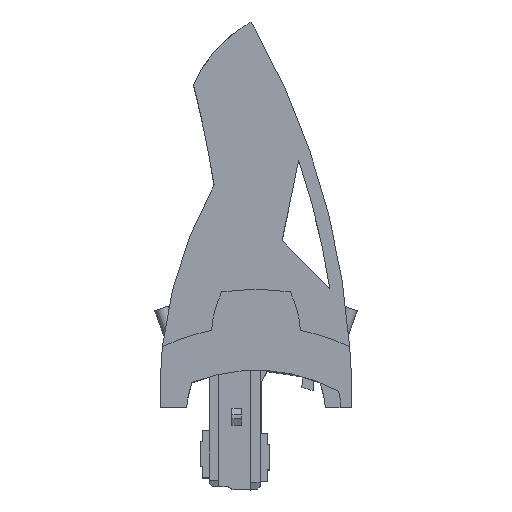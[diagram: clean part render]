
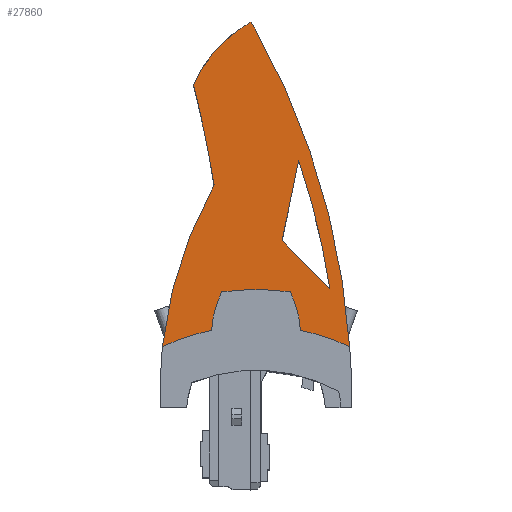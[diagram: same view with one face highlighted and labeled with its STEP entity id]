
A CAD part, top view. The second image highlights one B-rep face of the part: STEP entity #27860.
In plain terms, the highlighted face is planar.
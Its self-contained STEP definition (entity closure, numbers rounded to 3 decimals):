
#26440=CARTESIAN_POINT('',(27.227,-157.963,
-4.075));
#26450=DIRECTION('',(0.,0.,1.));
#26460=DIRECTION('',(-1.,0.,0.));
#26470=AXIS2_PLACEMENT_3D('',#26440,#26450,#26460);
#26480=PLANE('',#26470);
#26490=CARTESIAN_POINT('',(26.471,-180.095,
-4.075));
#26500=DIRECTION('',(0.,0.,-1.));
#26510=DIRECTION('',(-0.984,-0.179,
0.));
#26520=AXIS2_PLACEMENT_3D('',#26490,#26500,#26510);
#26530=CIRCLE('',#26520,59.4);
#26540=CARTESIAN_POINT('',(-7.284,-228.971,
-4.075));
#26550=VERTEX_POINT('',#26540);
#26560=CARTESIAN_POINT('',(-27.801,-204.237,
-4.075));
#26570=VERTEX_POINT('',#26560);
#26580=EDGE_CURVE('',#26550,#26570,#26530,.T.);
#26590=ORIENTED_EDGE('',*,*,#26580,.T.);
#26600=CARTESIAN_POINT('',(26.471,-180.095,
-4.075));
#26610=DIRECTION('',(0.,0.,-1.));
#26620=DIRECTION('',(-0.984,-0.179,
0.));
#26630=AXIS2_PLACEMENT_3D('',#26600,#26610,#26620);
#26640=CIRCLE('',#26630,59.4);
#26650=CARTESIAN_POINT('',(-2.168,-232.135,
-4.075));
#26660=VERTEX_POINT('',#26650);
#26670=EDGE_CURVE('',#26660,#26550,#26640,.T.);
#26680=ORIENTED_EDGE('',*,*,#26670,.T.);
#26690=CARTESIAN_POINT('',(-294.269,-64.672,
-4.075));
#26700=DIRECTION('',(0.,0.,-1.));
#26710=DIRECTION('',(-0.984,-0.179,
0.));
#26720=AXIS2_PLACEMENT_3D('',#26690,#26700,#26710);
#26730=CIRCLE('',#26720,336.7);
#26740=CARTESIAN_POINT('',(-0.377,-228.971,
-4.075));
#26750=VERTEX_POINT('',#26740);
#26760=EDGE_CURVE('',#26750,#26660,#26730,.T.);
#26770=ORIENTED_EDGE('',*,*,#26760,.T.);
#26780=CARTESIAN_POINT('',(-294.269,-64.672,
-4.075));
#26790=DIRECTION('',(0.,0.,-1.));
#26800=DIRECTION('',(-0.984,-0.179,
0.));
#26810=AXIS2_PLACEMENT_3D('',#26780,#26790,#26800);
#26820=CIRCLE('',#26810,336.7);
#26830=CARTESIAN_POINT('',(41.642,-87.718,
-4.075));
#26840=VERTEX_POINT('',#26830);
#26850=EDGE_CURVE('',#26840,#26750,#26820,.T.);
#26860=ORIENTED_EDGE('',*,*,#26850,.T.);
#26870=CARTESIAN_POINT('',(-280.31,-61.72,
-4.075));
#26880=DIRECTION('',(0.,0.,-1.));
#26890=DIRECTION('',(1.,0.,0.));
#26900=AXIS2_PLACEMENT_3D('',#26870,#26880,#26890);
#26910=CIRCLE('',#26900,323.);
#26920=CARTESIAN_POINT('',(41.642,-87.713,
-4.075));
#26930=VERTEX_POINT('',#26920);
#26940=EDGE_CURVE('',#26930,#26840,#26910,.T.);
#26950=ORIENTED_EDGE('',*,*,#26940,.T.);
#26960=CARTESIAN_POINT('',(0.,1.,
-4.075));
#26970=DIRECTION('',(0.,0.,-1.));
#26980=DIRECTION('',(1.,0.,0.));
#26990=AXIS2_PLACEMENT_3D('',#26960,#26970,#26980);
#27000=CIRCLE('',#26990,98.);
#27010=CARTESIAN_POINT('',(19.765,-94.986,
-4.075));
#27020=VERTEX_POINT('',#27010);
#27030=EDGE_CURVE('',#26930,#27020,#27000,.T.);
#27040=ORIENTED_EDGE('',*,*,#27030,.F.);
#27050=CARTESIAN_POINT('',(-24.358,-92.38,
-4.075));
#27060=DIRECTION('',(0.,0.,1.));
#27070=DIRECTION('',(-1.,0.,0.));
#27080=AXIS2_PLACEMENT_3D('',#27050,#27060,#27070);
#27090=CIRCLE('',#27080,44.2);
#27100=CARTESIAN_POINT('',(15.217,-112.064,
-4.075));
#27110=VERTEX_POINT('',#27100);
#27120=EDGE_CURVE('',#27110,#27020,#27090,.T.);
#27130=ORIENTED_EDGE('',*,*,#27120,.T.);
#27140=CARTESIAN_POINT('',(0.,8.479,
-4.075));
#27150=DIRECTION('',(0.,0.,1.));
#27160=DIRECTION('',(1.,0.,0.));
#27170=AXIS2_PLACEMENT_3D('',#27140,#27150,#27160);
#27180=CIRCLE('',#27170,121.5);
#27190=CARTESIAN_POINT('',(-15.217,-112.064,
-4.075));
#27200=VERTEX_POINT('',#27190);
#27210=EDGE_CURVE('',#27200,#27110,#27180,.T.);
#27220=ORIENTED_EDGE('',*,*,#27210,.T.);
#27230=CARTESIAN_POINT('',(24.358,-92.38,
-4.075));
#27240=DIRECTION('',(0.,0.,-1.));
#27250=DIRECTION('',(1.,0.,0.));
#27260=AXIS2_PLACEMENT_3D('',#27230,#27240,#27250);
#27270=CIRCLE('',#27260,44.2);
#27280=CARTESIAN_POINT('',(-19.765,-94.986,
-4.075));
#27290=VERTEX_POINT('',#27280);
#27300=EDGE_CURVE('',#27200,#27290,#27270,.T.);
#27310=ORIENTED_EDGE('',*,*,#27300,.F.);
#27320=CARTESIAN_POINT('',(0.,1.,
-4.075));
#27330=DIRECTION('',(0.,0.,-1.));
#27340=DIRECTION('',(1.,0.,0.));
#27350=AXIS2_PLACEMENT_3D('',#27320,#27330,#27340);
#27360=CIRCLE('',#27350,98.);
#27370=CARTESIAN_POINT('',(-41.642,-87.713,
-4.075));
#27380=VERTEX_POINT('',#27370);
#27390=EDGE_CURVE('',#27290,#27380,#27360,.T.);
#27400=ORIENTED_EDGE('',*,*,#27390,.F.);
#27410=CARTESIAN_POINT('',(147.321,-66.953,
-4.075));
#27420=DIRECTION('',(0.,0.,-1.));
#27430=DIRECTION('',(-0.984,-0.179,
0.));
#27440=AXIS2_PLACEMENT_3D('',#27410,#27420,#27430);
#27450=CIRCLE('',#27440,190.1);
#27460=CARTESIAN_POINT('',(-18.657,-159.631,
-4.075));
#27470=VERTEX_POINT('',#27460);
#27480=EDGE_CURVE('',#27470,#27380,#27450,.T.);
#27490=ORIENTED_EDGE('',*,*,#27480,.T.);
#27500=CARTESIAN_POINT('',(-541.952,-75.596,
-4.075));
#27510=DIRECTION('',(0.,0.,-1.));
#27520=DIRECTION('',(-0.984,-0.179,
0.));
#27530=AXIS2_PLACEMENT_3D('',#27500,#27510,#27520);
#27540=CIRCLE('',#27530,530.);
#27550=EDGE_CURVE('',#27470,#26570,#27540,.T.);
#27560=ORIENTED_EDGE('',*,*,#27550,.F.);
#27570=EDGE_LOOP('',(#27560,#27490,#27400,#27310,#27220,#27130,#27040,
#26950,#26860,#26770,#26680,#26590));
#27580=FACE_OUTER_BOUND('',#27570,.T.);
#27590=CARTESIAN_POINT('',(-0.099,-77.814,
-4.075));
#27600=DIRECTION('',(-0.201,0.98,
0.));
#27610=VECTOR('',#27600,1.);
#27620=LINE('',#27590,#27610);
#27630=CARTESIAN_POINT('',(18.976,-170.693,
-4.075));
#27640=VERTEX_POINT('',#27630);
#27650=CARTESIAN_POINT('',(11.589,-134.727,
-4.075));
#27660=VERTEX_POINT('',#27650);
#27670=EDGE_CURVE('',#27640,#27660,#27620,.T.);
#27680=ORIENTED_EDGE('',*,*,#27670,.F.);
#27690=CARTESIAN_POINT('',(4.594,-141.722,
-4.075));
#27700=DIRECTION('',(0.707,0.707,
0.));
#27710=VECTOR('',#27700,1.);
#27720=LINE('',#27690,#27710);
#27730=CARTESIAN_POINT('',(32.805,-113.511,
-4.075));
#27740=VERTEX_POINT('',#27730);
#27750=EDGE_CURVE('',#27660,#27740,#27720,.T.);
#27760=ORIENTED_EDGE('',*,*,#27750,.F.);
#27770=CARTESIAN_POINT('',(-294.269,-64.672,
-4.075));
#27780=DIRECTION('',(0.,0.,-1.));
#27790=DIRECTION('',(-0.984,-0.179,
0.));
#27800=AXIS2_PLACEMENT_3D('',#27770,#27780,#27790);
#27810=CIRCLE('',#27800,330.7);
#27820=EDGE_CURVE('',#27740,#27640,#27810,.T.);
#27830=ORIENTED_EDGE('',*,*,#27820,.F.);
#27840=EDGE_LOOP('',(#27830,#27760,#27680));
#27850=FACE_BOUND('',#27840,.T.);
#27860=ADVANCED_FACE('',(#27580,#27850),#26480,.F.);
